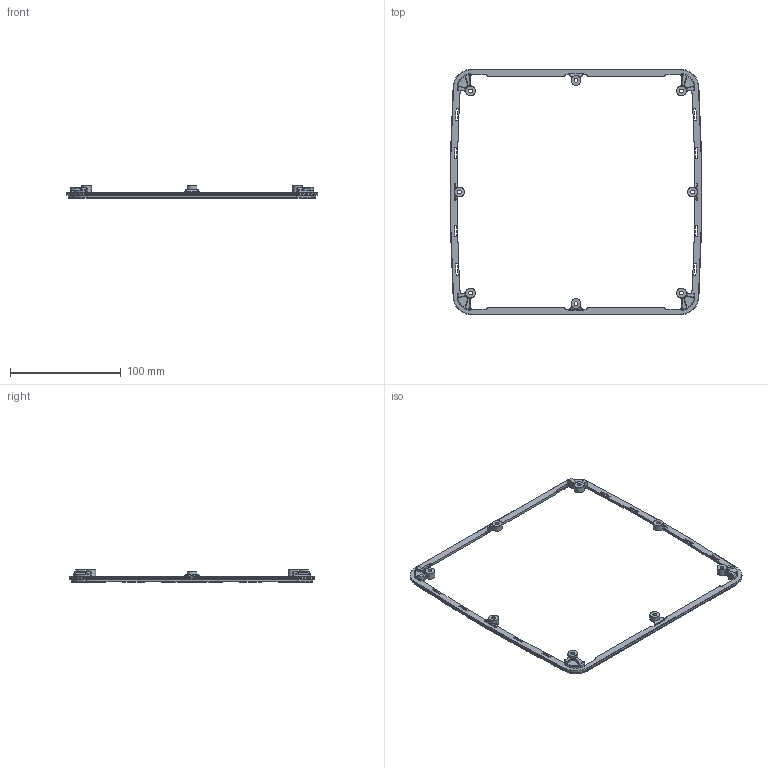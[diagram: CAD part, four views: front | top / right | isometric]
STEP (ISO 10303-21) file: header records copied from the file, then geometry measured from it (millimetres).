
FILE_DESCRIPTION(/* description */ (''),/* implementation_level */ '2;1');
FILE_NAME(/* name */ '1011688_3D.stp',/* time_stamp */ '2022-09-30T08:23:20+02:00',/* author */ ('haertel'),/* organization */ ('Fa. Bopla'),/* preprocessor_version */ 'ST-DEVELOPER v18.1',/* originating_system */ 'Autodesk Inventor 2022',/* authorisation */ '');
FILE_SCHEMA (('AUTOMOTIVE_DESIGN { 1 0 10303 214 3 1 1 }'));
Length unit declared in the file: millimetre
Products named in the file (1): BOP-7.0-DI_3D_Größenentwurf-TEST
Bounding box: 226.37 x 221 x 11.4 mm (x, y, z)
Volume: 19993.4 mm3; surface area: 22281.1 mm2
Topology: 1 solids, 5 shells, 595 faces, 1578 edges, 996 vertices
Faces by surface type: plane 189, cone 188, bspline 92, torus 52, cylinder 38, sphere 36
Entity records: 21832 total; most frequent: CARTESIAN_POINT 7843, ORIENTED_EDGE 3156, DIRECTION 2708, EDGE_CURVE 1578, AXIS2_PLACEMENT_3D 1148, VERTEX_POINT 996, EDGE_LOOP 632, FACE_OUTER_BOUND 595
